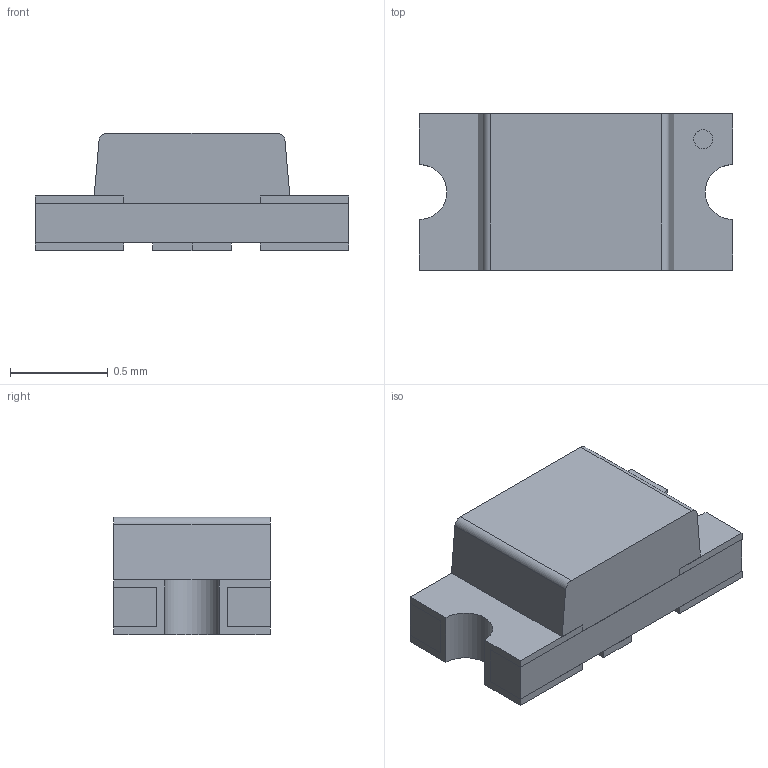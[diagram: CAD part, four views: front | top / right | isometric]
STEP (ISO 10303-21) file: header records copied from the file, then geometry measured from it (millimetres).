
FILE_DESCRIPTION(/* description */ ('Unknown'),/* implementation_level */ '2;1');
FILE_NAME(/* name */ '154060xxx',/* time_stamp */ '2016-06-15T11:03:24+02:00',/* author */ ('Unknown'),/* organization */ ('Unknown'),/* preprocessor_version */ 'ST-DEVELOPER v16.7',/* originating_system */ 'DEX',/* authorisation */ $);
FILE_SCHEMA (('AUTOMOTIVE_DESIGN {1 0 10303 214 3 1 1}'));
Length unit declared in the file: millimetre
Products named in the file (4): 154060xxx; contacts; housing; Cap
Assembly tree (3 placements, depth 2):
  154060xxx
    contacts
    housing
    Cap
Bounding box: 1.6 x 0.8 x 0.6 mm (x, y, z)
Volume: 0.6 mm3; surface area: 10.1 mm2
Topology: 5 solids, 5 shells, 61 faces, 153 edges, 102 vertices
Faces by surface type: plane 52, cylinder 9
Full cylindrical faces by diameter (mm): 0.096 x1
Entity records: 1919 total; most frequent: CARTESIAN_POINT 319, ORIENTED_EDGE 304, DIRECTION 300, EDGE_CURVE 152, LINE 134, VECTOR 134, VERTEX_POINT 102, AXIS2_PLACEMENT_3D 83
